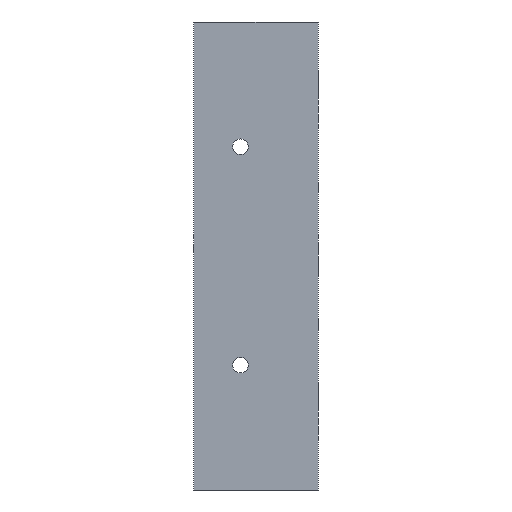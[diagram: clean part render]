
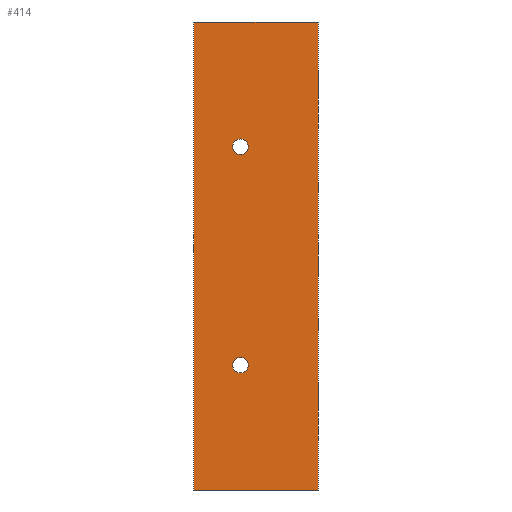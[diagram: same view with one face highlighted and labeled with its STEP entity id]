
A CAD part, front view. The second image highlights one B-rep face of the part: STEP entity #414.
In plain terms, the highlighted planar face has unit normal (0, -1, 0).
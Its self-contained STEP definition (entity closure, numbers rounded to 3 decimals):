
#20 = AXIS2_PLACEMENT_3D ( 'NONE', #395, #396, #397 ) ;
#40 = AXIS2_PLACEMENT_3D ( 'NONE', #265, #272, #273 ) ;
#50 = AXIS2_PLACEMENT_3D ( 'NONE', #390, #393, #394 ) ;
#118 = CARTESIAN_POINT ( 'NONE',  ( 0., 0., 150. ) ) ;
#129 = CARTESIAN_POINT ( 'NONE',  ( 40., 0., 150. ) ) ;
#130 = DIRECTION ( 'NONE',  ( 0., 0., -1. ) ) ;
#132 = DIRECTION ( 'NONE',  ( 0., 0., -1. ) ) ;
#134 = CARTESIAN_POINT ( 'NONE',  ( 15., 0., 110. ) ) ;
#136 = CARTESIAN_POINT ( 'NONE',  ( 15., 0., 40. ) ) ;
#138 = CARTESIAN_POINT ( 'NONE',  ( 0., 0., 150. ) ) ;
#139 = DIRECTION ( 'NONE',  ( 1., 0., 0. ) ) ;
#140 = CARTESIAN_POINT ( 'NONE',  ( 0., 0., 0. ) ) ;
#141 = DIRECTION ( 'NONE',  ( 1., 0., 0. ) ) ;
#142 = DIRECTION ( 'NONE',  ( 0., -1., 0. ) ) ;
#143 = DIRECTION ( 'NONE',  ( 0., 0., -1. ) ) ;
#145 = DIRECTION ( 'NONE',  ( 0., -1., 0. ) ) ;
#146 = DIRECTION ( 'NONE',  ( 0., 0., -1. ) ) ;
#175 = CIRCLE ( 'NONE', #248, 2.5 ) ;
#182 = CIRCLE ( 'NONE', #242, 2.5 ) ;
#183 = LINE ( 'NONE', #140, #184 ) ;
#184 = VECTOR ( 'NONE', #141, 1000. ) ;
#193 = VECTOR ( 'NONE', #139, 1000. ) ;
#208 = LINE ( 'NONE', #138, #193 ) ;
#214 = VECTOR ( 'NONE', #132, 1000. ) ;
#219 = VECTOR ( 'NONE', #130, 1000. ) ;
#223 = LINE ( 'NONE', #118, #214 ) ;
#235 = LINE ( 'NONE', #129, #219 ) ;
#242 = AXIS2_PLACEMENT_3D ( 'NONE', #136, #142, #143 ) ;
#248 = AXIS2_PLACEMENT_3D ( 'NONE', #134, #145, #146 ) ;
#265 = CARTESIAN_POINT ( 'NONE',  ( 0., 0., 150. ) ) ;
#271 = PLANE ( 'NONE',  #40 ) ;
#272 = DIRECTION ( 'NONE',  ( 0., 1., 0. ) ) ;
#273 = DIRECTION ( 'NONE',  ( 0., 0., 1. ) ) ;
#343 = CARTESIAN_POINT ( 'NONE',  ( 15., 0., 112.5 ) ) ;
#347 = CARTESIAN_POINT ( 'NONE',  ( 15., 0., 42.5 ) ) ;
#348 = CARTESIAN_POINT ( 'NONE',  ( 15., 0., 37.5 ) ) ;
#351 = CARTESIAN_POINT ( 'NONE',  ( 15., 0., 107.5 ) ) ;
#355 = CARTESIAN_POINT ( 'NONE',  ( 0., 0., 0. ) ) ;
#356 = CARTESIAN_POINT ( 'NONE',  ( 0., 0., 150. ) ) ;
#358 = CARTESIAN_POINT ( 'NONE',  ( 40., 0., 0. ) ) ;
#359 = CARTESIAN_POINT ( 'NONE',  ( 40., 0., 150. ) ) ;
#390 = CARTESIAN_POINT ( 'NONE',  ( 15., 0., 110. ) ) ;
#393 = DIRECTION ( 'NONE',  ( 0., -1., 0. ) ) ;
#394 = DIRECTION ( 'NONE',  ( 0., 0., -1. ) ) ;
#395 = CARTESIAN_POINT ( 'NONE',  ( 15., 0., 40. ) ) ;
#396 = DIRECTION ( 'NONE',  ( 0., -1., 0. ) ) ;
#397 = DIRECTION ( 'NONE',  ( 0., 0., -1. ) ) ;
#414 = ADVANCED_FACE ( 'NONE', ( #729, #747, #745 ), #271, .F. ) ;
#444 = VERTEX_POINT ( 'NONE', #347 ) ;
#445 = VERTEX_POINT ( 'NONE', #348 ) ;
#448 = VERTEX_POINT ( 'NONE', #343 ) ;
#449 = VERTEX_POINT ( 'NONE', #351 ) ;
#453 = VERTEX_POINT ( 'NONE', #355 ) ;
#454 = VERTEX_POINT ( 'NONE', #356 ) ;
#456 = VERTEX_POINT ( 'NONE', #358 ) ;
#457 = VERTEX_POINT ( 'NONE', #359 ) ;
#518 = EDGE_CURVE ( 'NONE', #448, #449, #801, .T. ) ;
#519 = EDGE_CURVE ( 'NONE', #444, #445, #802, .T. ) ;
#544 = EDGE_CURVE ( 'NONE', #457, #456, #235, .T. ) ;
#545 = EDGE_CURVE ( 'NONE', #454, #453, #223, .T. ) ;
#548 = EDGE_CURVE ( 'NONE', #454, #457, #208, .T. ) ;
#549 = EDGE_CURVE ( 'NONE', #453, #456, #183, .T. ) ;
#550 = EDGE_CURVE ( 'NONE', #445, #444, #182, .T. ) ;
#551 = EDGE_CURVE ( 'NONE', #449, #448, #175, .T. ) ;
#579 = EDGE_LOOP ( 'NONE', ( #650, #636 ) ) ;
#580 = EDGE_LOOP ( 'NONE', ( #635, #634, #629, #630 ) ) ;
#584 = EDGE_LOOP ( 'NONE', ( #638, #637 ) ) ;
#629 = ORIENTED_EDGE ( 'NONE', *, *, #548, .F. ) ;
#630 = ORIENTED_EDGE ( 'NONE', *, *, #545, .T. ) ;
#634 = ORIENTED_EDGE ( 'NONE', *, *, #544, .F. ) ;
#635 = ORIENTED_EDGE ( 'NONE', *, *, #549, .T. ) ;
#636 = ORIENTED_EDGE ( 'NONE', *, *, #518, .F. ) ;
#637 = ORIENTED_EDGE ( 'NONE', *, *, #519, .F. ) ;
#638 = ORIENTED_EDGE ( 'NONE', *, *, #550, .F. ) ;
#650 = ORIENTED_EDGE ( 'NONE', *, *, #551, .F. ) ;
#729 = FACE_BOUND ( 'NONE', #584, .T. ) ;
#745 = FACE_OUTER_BOUND ( 'NONE', #580, .T. ) ;
#747 = FACE_BOUND ( 'NONE', #579, .T. ) ;
#801 = CIRCLE ( 'NONE', #50, 2.5 ) ;
#802 = CIRCLE ( 'NONE', #20, 2.5 ) ;
